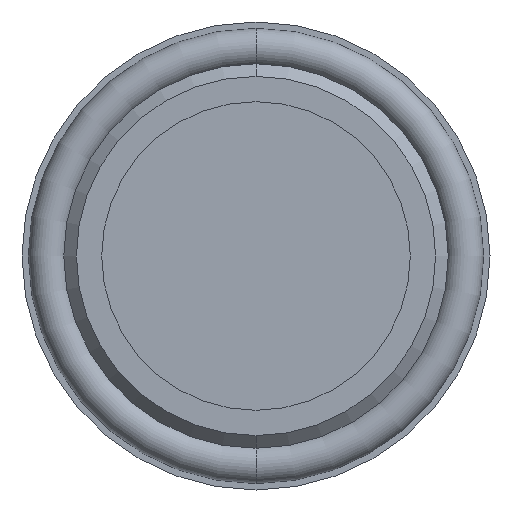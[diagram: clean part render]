
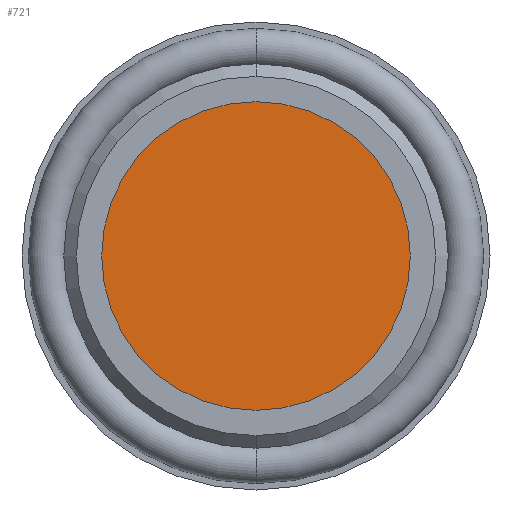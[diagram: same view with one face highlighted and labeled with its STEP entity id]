
A CAD part, front view. The second image highlights one B-rep face of the part: STEP entity #721.
In plain terms, the highlighted planar face has unit normal (0, -1, 0).
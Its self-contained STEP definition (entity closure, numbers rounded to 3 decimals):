
#37 = AXIS2_PLACEMENT_3D ( 'NONE', #223, #222, #221 ) ;
#56 = AXIS2_PLACEMENT_3D ( 'NONE', #251, #250, #249 ) ;
#58 = FACE_OUTER_BOUND ( 'NONE', #592, .T. ) ;
#107 = AXIS2_PLACEMENT_3D ( 'NONE', #320, #319, #318 ) ;
#221 = DIRECTION ( 'NONE',  ( 0., 0., 1. ) ) ;
#222 = DIRECTION ( 'NONE',  ( 0., 1., 0. ) ) ;
#223 = CARTESIAN_POINT ( 'NONE',  ( 0., -2., 0. ) ) ;
#249 = DIRECTION ( 'NONE',  ( 0., 0., -1. ) ) ;
#250 = DIRECTION ( 'NONE',  ( 0., -1., 0. ) ) ;
#251 = CARTESIAN_POINT ( 'NONE',  ( -6.1, -2., 0. ) ) ;
#252 = PLANE ( 'NONE',  #56 ) ;
#318 = DIRECTION ( 'NONE',  ( 0., 0., 1. ) ) ;
#319 = DIRECTION ( 'NONE',  ( 0., 1., 0. ) ) ;
#320 = CARTESIAN_POINT ( 'NONE',  ( 0., -2., 0. ) ) ;
#454 = CARTESIAN_POINT ( 'NONE',  ( 0., -2., -6.1 ) ) ;
#462 = CARTESIAN_POINT ( 'NONE',  ( 0., -2., 6.1 ) ) ;
#539 = ORIENTED_EDGE ( 'NONE', *, *, #690, .F. ) ;
#541 = ORIENTED_EDGE ( 'NONE', *, *, #732, .F. ) ;
#592 = EDGE_LOOP ( 'NONE', ( #539, #541 ) ) ;
#605 = VERTEX_POINT ( 'NONE', #462 ) ;
#618 = VERTEX_POINT ( 'NONE', #454 ) ;
#670 = CIRCLE ( 'NONE', #107, 6.1 ) ;
#690 = EDGE_CURVE ( 'NONE', #605, #618, #670, .T. ) ;
#721 = ADVANCED_FACE ( 'NONE', ( #58 ), #252, .T. ) ;
#732 = EDGE_CURVE ( 'NONE', #618, #605, #761, .T. ) ;
#761 = CIRCLE ( 'NONE', #37, 6.1 ) ;
